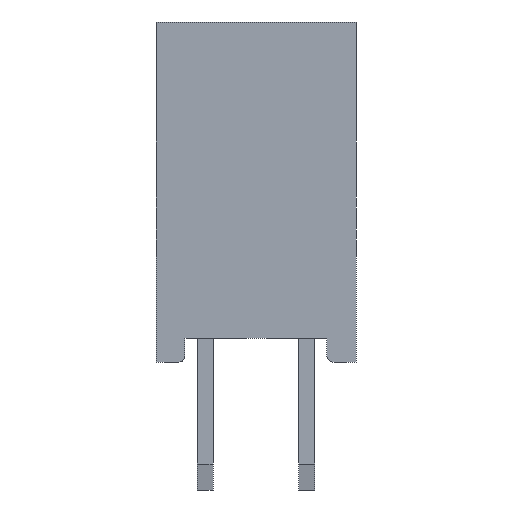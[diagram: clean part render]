
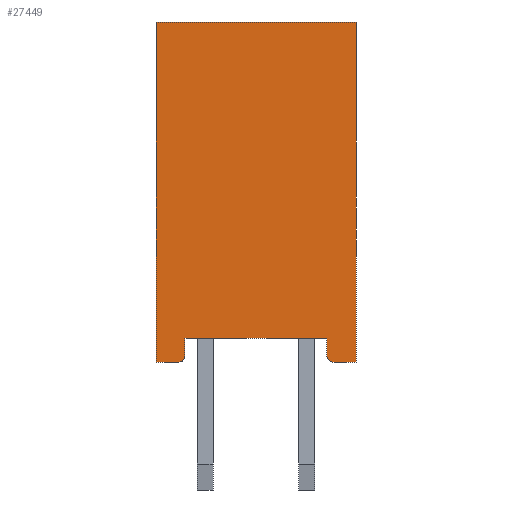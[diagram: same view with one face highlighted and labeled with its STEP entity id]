
A CAD part, front view. The second image highlights one B-rep face of the part: STEP entity #27449.
In plain terms, the highlighted planar face has unit normal (0, -1, 0).
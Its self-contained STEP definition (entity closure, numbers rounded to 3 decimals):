
#11420 = VERTEX_POINT('',#11421);
#11421 = CARTESIAN_POINT('',(-0.475,-31.835,0.7));
#11427 = EDGE_CURVE('',#11420,#11428,#11430,.T.);
#11428 = VERTEX_POINT('',#11429);
#11429 = CARTESIAN_POINT('',(-0.475,-31.835,0.25));
#11430 = LINE('',#11431,#11432);
#11431 = CARTESIAN_POINT('',(-0.475,-31.835,0.7));
#11432 = VECTOR('',#11433,1.);
#11433 = DIRECTION('',(0.,0.,-1.));
#11484 = VERTEX_POINT('',#11485);
#11485 = CARTESIAN_POINT('',(-0.625,-31.835,0.1));
#11491 = EDGE_CURVE('',#11484,#11492,#11494,.T.);
#11492 = VERTEX_POINT('',#11493);
#11493 = CARTESIAN_POINT('',(-1.2,-31.835,0.1));
#11494 = LINE('',#11495,#11496);
#11495 = CARTESIAN_POINT('',(-0.625,-31.835,0.1));
#11496 = VECTOR('',#11497,1.);
#11497 = DIRECTION('',(-1.,0.,0.));
#11915 = EDGE_CURVE('',#11428,#11484,#11916,.T.);
#11916 = CIRCLE('',#11917,0.15);
#11917 = AXIS2_PLACEMENT_3D('',#11918,#11919,#11920);
#11918 = CARTESIAN_POINT('',(-0.625,-31.835,0.25));
#11919 = DIRECTION('',(0.,1.,0.));
#11920 = DIRECTION('',(1.,0.,0.));
#12533 = VERTEX_POINT('',#12534);
#12534 = CARTESIAN_POINT('',(3.225,-31.835,0.1));
#12540 = EDGE_CURVE('',#12533,#12541,#12543,.T.);
#12541 = VERTEX_POINT('',#12542);
#12542 = CARTESIAN_POINT('',(3.075,-31.835,0.25));
#12543 = CIRCLE('',#12544,0.15);
#12544 = AXIS2_PLACEMENT_3D('',#12545,#12546,#12547);
#12545 = CARTESIAN_POINT('',(3.225,-31.835,0.25));
#12546 = DIRECTION('',(0.,1.,0.));
#12547 = DIRECTION('',(1.,0.,0.));
#13383 = VERTEX_POINT('',#13384);
#13384 = CARTESIAN_POINT('',(3.075,-31.835,0.7));
#13390 = EDGE_CURVE('',#13383,#11420,#13391,.T.);
#13391 = LINE('',#13392,#13393);
#13392 = CARTESIAN_POINT('',(3.075,-31.835,0.7));
#13393 = VECTOR('',#13394,1.);
#13394 = DIRECTION('',(-1.,0.,0.));
#13409 = EDGE_CURVE('',#12541,#13383,#13410,.T.);
#13410 = LINE('',#13411,#13412);
#13411 = CARTESIAN_POINT('',(3.075,-31.835,0.25));
#13412 = VECTOR('',#13413,1.);
#13413 = DIRECTION('',(0.,0.,1.));
#27081 = EDGE_CURVE('',#11492,#27082,#27084,.T.);
#27082 = VERTEX_POINT('',#27083);
#27083 = CARTESIAN_POINT('',(-1.2,-31.835,8.6));
#27084 = LINE('',#27085,#27086);
#27085 = CARTESIAN_POINT('',(-1.2,-31.835,0.1));
#27086 = VECTOR('',#27087,1.);
#27087 = DIRECTION('',(0.,0.,1.));
#27268 = EDGE_CURVE('',#27082,#27269,#27271,.T.);
#27269 = VERTEX_POINT('',#27270);
#27270 = CARTESIAN_POINT('',(3.8,-31.835,8.6));
#27271 = LINE('',#27272,#27273);
#27272 = CARTESIAN_POINT('',(-1.2,-31.835,8.6));
#27273 = VECTOR('',#27274,1.);
#27274 = DIRECTION('',(1.,0.,0.));
#27299 = EDGE_CURVE('',#27269,#27300,#27302,.T.);
#27300 = VERTEX_POINT('',#27301);
#27301 = CARTESIAN_POINT('',(3.8,-31.835,0.1));
#27302 = LINE('',#27303,#27304);
#27303 = CARTESIAN_POINT('',(3.8,-31.835,8.6));
#27304 = VECTOR('',#27305,1.);
#27305 = DIRECTION('',(0.,0.,-1.));
#27394 = EDGE_CURVE('',#27300,#12533,#27395,.T.);
#27395 = LINE('',#27396,#27397);
#27396 = CARTESIAN_POINT('',(3.8,-31.835,0.1));
#27397 = VECTOR('',#27398,1.);
#27398 = DIRECTION('',(-1.,0.,0.));
#27449 = ADVANCED_FACE('',(#27450),#27462,.T.);
#27450 = FACE_BOUND('',#27451,.T.);
#27451 = EDGE_LOOP('',(#27452,#27453,#27454,#27455,#27456,#27457,#27458,
    #27459,#27460,#27461));
#27452 = ORIENTED_EDGE('',*,*,#11427,.F.);
#27453 = ORIENTED_EDGE('',*,*,#13390,.F.);
#27454 = ORIENTED_EDGE('',*,*,#13409,.F.);
#27455 = ORIENTED_EDGE('',*,*,#12540,.F.);
#27456 = ORIENTED_EDGE('',*,*,#27394,.F.);
#27457 = ORIENTED_EDGE('',*,*,#27299,.F.);
#27458 = ORIENTED_EDGE('',*,*,#27268,.F.);
#27459 = ORIENTED_EDGE('',*,*,#27081,.F.);
#27460 = ORIENTED_EDGE('',*,*,#11491,.F.);
#27461 = ORIENTED_EDGE('',*,*,#11915,.F.);
#27462 = PLANE('',#27463);
#27463 = AXIS2_PLACEMENT_3D('',#27464,#27465,#27466);
#27464 = CARTESIAN_POINT('',(1.3,-31.835,4.277));
#27465 = DIRECTION('',(0.,-1.,0.));
#27466 = DIRECTION('',(1.,0.,0.));
